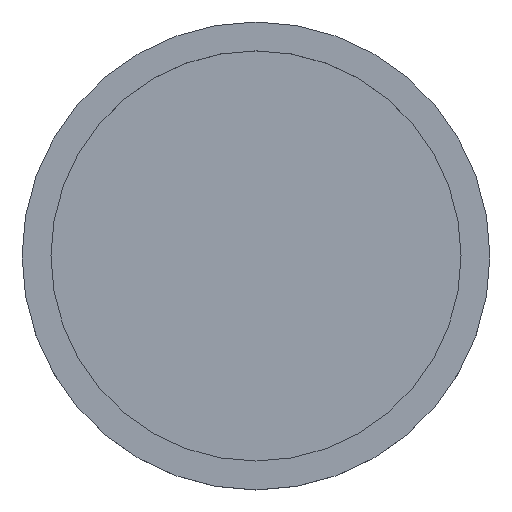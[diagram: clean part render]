
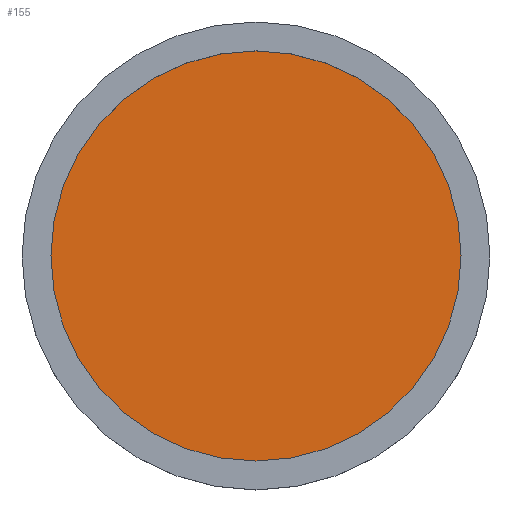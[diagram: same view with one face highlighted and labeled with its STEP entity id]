
A CAD part, top view. The second image highlights one B-rep face of the part: STEP entity #155.
In plain terms, the highlighted planar face has unit normal (0, 0, 1).
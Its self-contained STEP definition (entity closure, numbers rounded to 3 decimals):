
#1 = PLANE ( 'NONE',  #105 ) ;
#2 = CARTESIAN_POINT ( 'NONE',  ( 0., 0., 2. ) ) ;
#4 = ORIENTED_EDGE ( 'NONE', *, *, #22, .T. ) ;
#17 = CARTESIAN_POINT ( 'NONE',  ( -17.75, 0., 2. ) ) ;
#22 = EDGE_CURVE ( 'NONE', #210, #196, #59, .T. ) ;
#33 = DIRECTION ( 'NONE',  ( 0., 0., 1. ) ) ;
#58 = DIRECTION ( 'NONE',  ( 0., 0., 1. ) ) ;
#59 = CIRCLE ( 'NONE', #141, 17.75 ) ;
#62 = FACE_OUTER_BOUND ( 'NONE', #209, .T. ) ;
#66 = CIRCLE ( 'NONE', #212, 17.75 ) ;
#75 = ORIENTED_EDGE ( 'NONE', *, *, #176, .T. ) ;
#78 = CARTESIAN_POINT ( 'NONE',  ( 17.75, 0., 2. ) ) ;
#89 = DIRECTION ( 'NONE',  ( 1., 0., 0. ) ) ;
#105 = AXIS2_PLACEMENT_3D ( 'NONE', #2, #33, #182 ) ;
#141 = AXIS2_PLACEMENT_3D ( 'NONE', #215, #58, #89 ) ;
#152 = CARTESIAN_POINT ( 'NONE',  ( 0., 0., 2. ) ) ;
#155 = ADVANCED_FACE ( 'NONE', ( #62 ), #1, .T. ) ;
#166 = DIRECTION ( 'NONE',  ( 0., 0., 1. ) ) ;
#176 = EDGE_CURVE ( 'NONE', #196, #210, #66, .T. ) ;
#182 = DIRECTION ( 'NONE',  ( 1., 0., 0. ) ) ;
#196 = VERTEX_POINT ( 'NONE', #78 ) ;
#202 = DIRECTION ( 'NONE',  ( 1., 0., 0. ) ) ;
#209 = EDGE_LOOP ( 'NONE', ( #75, #4 ) ) ;
#210 = VERTEX_POINT ( 'NONE', #17 ) ;
#212 = AXIS2_PLACEMENT_3D ( 'NONE', #152, #166, #202 ) ;
#215 = CARTESIAN_POINT ( 'NONE',  ( 0., 0., 2. ) ) ;
